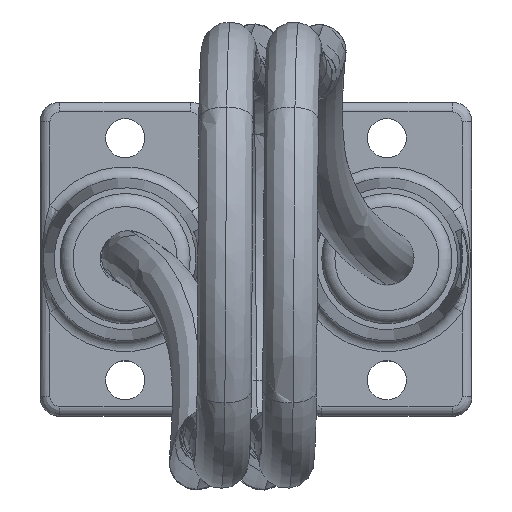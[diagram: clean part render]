
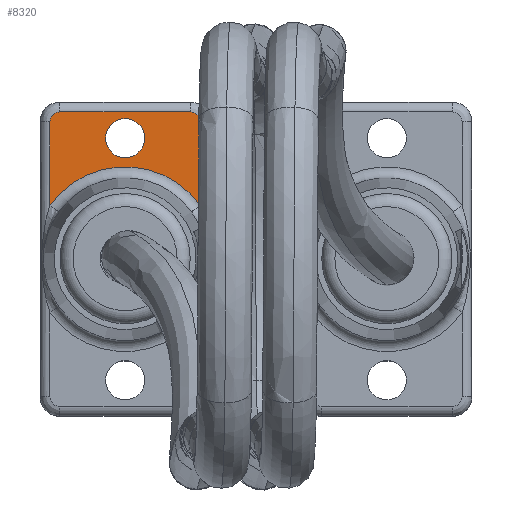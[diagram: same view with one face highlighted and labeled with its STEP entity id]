
A CAD part, top view. The second image highlights one B-rep face of the part: STEP entity #8320.
In plain terms, the highlighted planar face has unit normal (0, 0, 1).
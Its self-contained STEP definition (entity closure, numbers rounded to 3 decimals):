
#948=LINE('',#20985,#1830);
#952=LINE('',#21017,#1834);
#955=LINE('',#21040,#1837);
#1830=VECTOR('',#10700,12.803);
#1834=VECTOR('',#10726,12.803);
#1837=VECTOR('',#10741,20.);
#2165=PLANE('',#8842);
#2212=FACE_BOUND('',#3359,.T.);
#2871=FACE_OUTER_BOUND('',#3358,.T.);
#3358=EDGE_LOOP('',(#7834,#7835,#7836,#7837,#7838,#7839));
#3359=EDGE_LOOP('',(#7840));
#3505=CIRCLE('',#8817,14.122);
#3519=CIRCLE('',#8836,1.5);
#3522=CIRCLE('',#8840,1.5);
#3524=CIRCLE('',#8843,3.);
#4290=VERTEX_POINT('',#20878);
#4291=VERTEX_POINT('',#20950);
#4296=VERTEX_POINT('',#20983);
#4304=VERTEX_POINT('',#21016);
#4306=VERTEX_POINT('',#21030);
#4308=VERTEX_POINT('',#21036);
#4310=VERTEX_POINT('',#21063);
#5463=EDGE_CURVE('',#4291,#4290,#3505,.T.);
#5469=EDGE_CURVE('',#4296,#4291,#948,.T.);
#5480=EDGE_CURVE('',#4290,#4304,#952,.T.);
#5485=EDGE_CURVE('',#4304,#4306,#3519,.T.);
#5488=EDGE_CURVE('',#4306,#4308,#955,.T.);
#5490=EDGE_CURVE('',#4308,#4296,#3522,.T.);
#5492=EDGE_CURVE('',#4310,#4310,#3524,.T.);
#7834=ORIENTED_EDGE('',*,*,#5463,.F.);
#7835=ORIENTED_EDGE('',*,*,#5469,.F.);
#7836=ORIENTED_EDGE('',*,*,#5490,.F.);
#7837=ORIENTED_EDGE('',*,*,#5488,.F.);
#7838=ORIENTED_EDGE('',*,*,#5485,.F.);
#7839=ORIENTED_EDGE('',*,*,#5480,.F.);
#7840=ORIENTED_EDGE('',*,*,#5492,.T.);
#8320=ADVANCED_FACE('',(#2871,#2212),#2165,.T.);
#8817=AXIS2_PLACEMENT_3D('',#20974,#10688,#10689);
#8836=AXIS2_PLACEMENT_3D('',#21034,#10734,#10735);
#8840=AXIS2_PLACEMENT_3D('',#21051,#10744,#10745);
#8842=AXIS2_PLACEMENT_3D('',#21062,#10748,#10749);
#8843=AXIS2_PLACEMENT_3D('',#21064,#10750,#10751);
#10688=DIRECTION('center_axis',(0.,0.,1.));
#10689=DIRECTION('ref_axis',(0.814,-0.58,0.));
#10700=DIRECTION('',(0.,-1.,0.));
#10726=DIRECTION('',(0.,1.,0.));
#10734=DIRECTION('center_axis',(0.,0.,-1.));
#10735=DIRECTION('ref_axis',(-0.707,0.707,0.));
#10741=DIRECTION('',(1.,0.,0.));
#10744=DIRECTION('center_axis',(0.,0.,-1.));
#10745=DIRECTION('ref_axis',(0.707,0.707,0.));
#10748=DIRECTION('center_axis',(0.,0.,1.));
#10749=DIRECTION('ref_axis',(1.,0.,0.));
#10750=DIRECTION('center_axis',(0.,0.,-1.));
#10751=DIRECTION('ref_axis',(1.,0.,0.));
#20878=CARTESIAN_POINT('',(-31.711,20.902,0.));
#20950=CARTESIAN_POINT('',(-8.711,20.902,0.));
#20974=CARTESIAN_POINT('Origin',(-20.211,12.705,0.));
#20983=CARTESIAN_POINT('',(-8.711,33.705,0.));
#20985=CARTESIAN_POINT('',(-8.711,2.205,0.));
#21016=CARTESIAN_POINT('',(-31.711,33.705,0.));
#21017=CARTESIAN_POINT('',(-31.711,23.205,0.));
#21030=CARTESIAN_POINT('',(-30.211,35.205,0.));
#21034=CARTESIAN_POINT('Origin',(-30.211,33.705,0.));
#21036=CARTESIAN_POINT('',(-10.211,35.205,0.));
#21040=CARTESIAN_POINT('',(-15.211,35.205,0.));
#21051=CARTESIAN_POINT('Origin',(-10.211,33.705,0.));
#21062=CARTESIAN_POINT('Origin',(-20.211,12.705,0.));
#21063=CARTESIAN_POINT('',(-17.211,31.205,0.));
#21064=CARTESIAN_POINT('Origin',(-20.211,31.205,0.));
